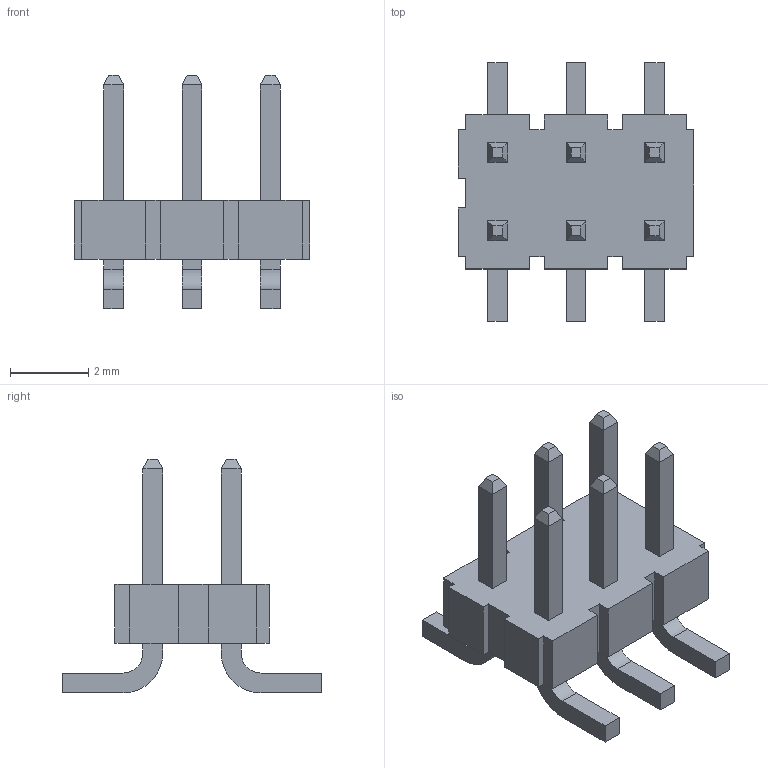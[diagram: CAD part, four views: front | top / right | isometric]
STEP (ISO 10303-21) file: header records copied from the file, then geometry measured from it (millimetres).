
FILE_DESCRIPTION((''),'2;1');
FILE_NAME('SAMTEC_TMM-103-01-L-D-SM-P-TR_Part1.stp','2014-10-15T16:29:43',(''),(''),'Mechanical Desktop 2011','Mechanical Desktop 2011',', , ');
FILE_SCHEMA(('AUTOMOTIVE_DESIGN { 1 2 10303 214 1 1 1 1 }'));
Length unit declared in the file: millimetre
Products named in the file (1): Product
Bounding box: 6 x 6.61 x 5.97 mm (x, y, z)
Volume: 44.6 mm3; surface area: 170.1 mm2
Topology: 14 solids, 14 shells, 164 faces, 384 edges, 248 vertices
Faces by surface type: plane 114, bspline 36, cylinder 14
Entity records: 4630 total; most frequent: CARTESIAN_POINT 905, ORIENTED_EDGE 768, DIRECTION 670, EDGE_CURVE 384, VECTOR 356, LINE 356, VERTEX_POINT 248, EDGE_LOOP 164
